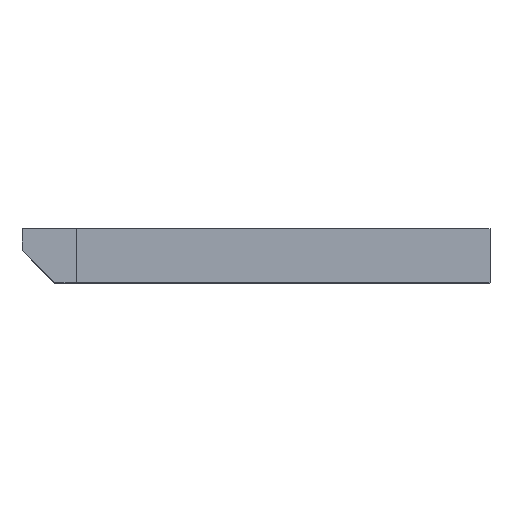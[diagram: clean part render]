
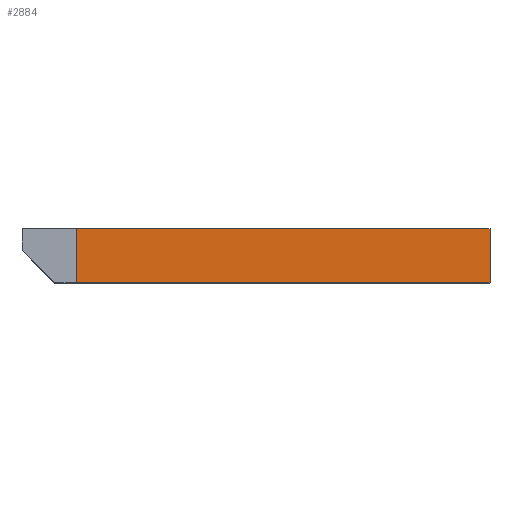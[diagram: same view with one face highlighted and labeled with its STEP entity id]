
A CAD part, top view. The second image highlights one B-rep face of the part: STEP entity #2884.
In plain terms, the highlighted planar face has unit normal (0, 0, 1).
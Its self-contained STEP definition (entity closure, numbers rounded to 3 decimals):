
#24 = LINE ( 'NONE', #4277, #826 ) ;
#141 = EDGE_CURVE ( 'NONE', #4797, #2979, #24, .T. ) ;
#225 = EDGE_CURVE ( 'NONE', #293, #4868, #1569, .T. ) ;
#293 = VERTEX_POINT ( 'NONE', #2762 ) ;
#304 = CARTESIAN_POINT ( 'NONE',  ( 95., 25., 72.5 ) ) ;
#462 = EDGE_CURVE ( 'NONE', #2979, #4868, #3186, .T. ) ;
#520 = AXIS2_PLACEMENT_3D ( 'NONE', #2659, #2711, #1131 ) ;
#623 = CARTESIAN_POINT ( 'NONE',  ( -95., 25., 72.5 ) ) ;
#826 = VECTOR ( 'NONE', #2771, 1000. ) ;
#869 = CARTESIAN_POINT ( 'NONE',  ( -95., 0., 72.5 ) ) ;
#951 = EDGE_CURVE ( 'NONE', #4797, #293, #4522, .T. ) ;
#970 = VECTOR ( 'NONE', #3608, 1000. ) ;
#1131 = DIRECTION ( 'NONE',  ( -1., 0., 0. ) ) ;
#1158 = FACE_OUTER_BOUND ( 'NONE', #1806, .T. ) ;
#1569 = LINE ( 'NONE', #304, #2209 ) ;
#1670 = ORIENTED_EDGE ( 'NONE', *, *, #141, .T. ) ;
#1806 = EDGE_LOOP ( 'NONE', ( #3761, #2184, #4141, #1670 ) ) ;
#1884 = VECTOR ( 'NONE', #3666, 1000. ) ;
#2184 = ORIENTED_EDGE ( 'NONE', *, *, #225, .F. ) ;
#2192 = CARTESIAN_POINT ( 'NONE',  ( -95., 25., 72.5 ) ) ;
#2209 = VECTOR ( 'NONE', #3860, 1000. ) ;
#2230 = PLANE ( 'NONE',  #520 ) ;
#2659 = CARTESIAN_POINT ( 'NONE',  ( -95., 25., 72.5 ) ) ;
#2711 = DIRECTION ( 'NONE',  ( 0., 0., -1. ) ) ;
#2762 = CARTESIAN_POINT ( 'NONE',  ( 95., 25., 72.5 ) ) ;
#2771 = DIRECTION ( 'NONE',  ( 0., -1., 0. ) ) ;
#2884 = ADVANCED_FACE ( 'NONE', ( #1158 ), #2230, .F. ) ;
#2979 = VERTEX_POINT ( 'NONE', #3187 ) ;
#3186 = LINE ( 'NONE', #869, #970 ) ;
#3187 = CARTESIAN_POINT ( 'NONE',  ( -95., 0., 72.5 ) ) ;
#3608 = DIRECTION ( 'NONE',  ( 1., 0., 0. ) ) ;
#3666 = DIRECTION ( 'NONE',  ( 1., 0., 0. ) ) ;
#3761 = ORIENTED_EDGE ( 'NONE', *, *, #462, .T. ) ;
#3824 = CARTESIAN_POINT ( 'NONE',  ( 95., 0., 72.5 ) ) ;
#3860 = DIRECTION ( 'NONE',  ( 0., -1., 0. ) ) ;
#4141 = ORIENTED_EDGE ( 'NONE', *, *, #951, .F. ) ;
#4277 = CARTESIAN_POINT ( 'NONE',  ( -95., 25., 72.5 ) ) ;
#4522 = LINE ( 'NONE', #623, #1884 ) ;
#4797 = VERTEX_POINT ( 'NONE', #2192 ) ;
#4868 = VERTEX_POINT ( 'NONE', #3824 ) ;
